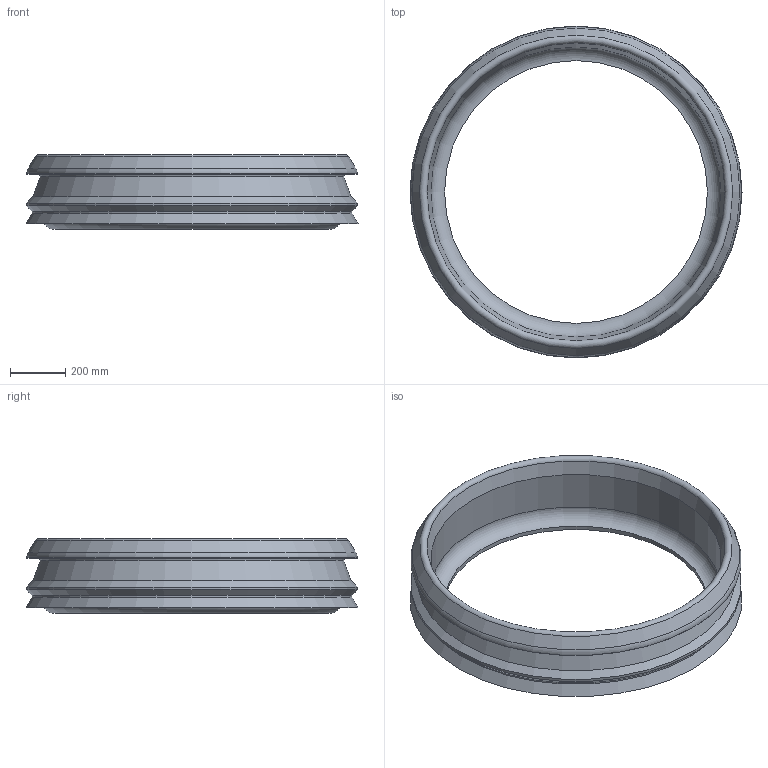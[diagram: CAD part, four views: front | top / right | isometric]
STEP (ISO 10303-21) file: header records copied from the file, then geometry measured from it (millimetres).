
FILE_DESCRIPTION(/* description */ (''),/* implementation_level */ '2;1');
FILE_NAME(/* name */ '09112.100X_3D.stp',/* time_stamp */ '2024-12-11T14:21:07+01:00',/* author */ ('CAD'),/* organization */ (''),/* preprocessor_version */ 'ST-DEVELOPER v20',/* originating_system */ 'AutoCAD Mechanical',/* authorisation */ '');
FILE_SCHEMA (('AUTOMOTIVE_DESIGN { 1 0 10303 214 3 1 1 }'));
Length unit declared in the file: centimetre
Products named in the file (1): Product
Bounding box: 1200 x 1200 x 270 mm (x, y, z)
Volume: 45348106.9 mm3; surface area: 2769638 mm2
Topology: 1 solids, 1 shells, 21 faces, 45 edges, 28 vertices
Faces by surface type: cone 7, cylinder 5, torus 5, plane 4
Full cylindrical faces by diameter (mm): 950 x1, 1050 x1, 1155 x1, 1195 x2
Entity records: 611 total; most frequent: DIRECTION 122, CARTESIAN_POINT 95, ORIENTED_EDGE 90, AXIS2_PLACEMENT_3D 55, EDGE_CURVE 45, CIRCLE 33, VERTEX_POINT 28, EDGE_LOOP 25
